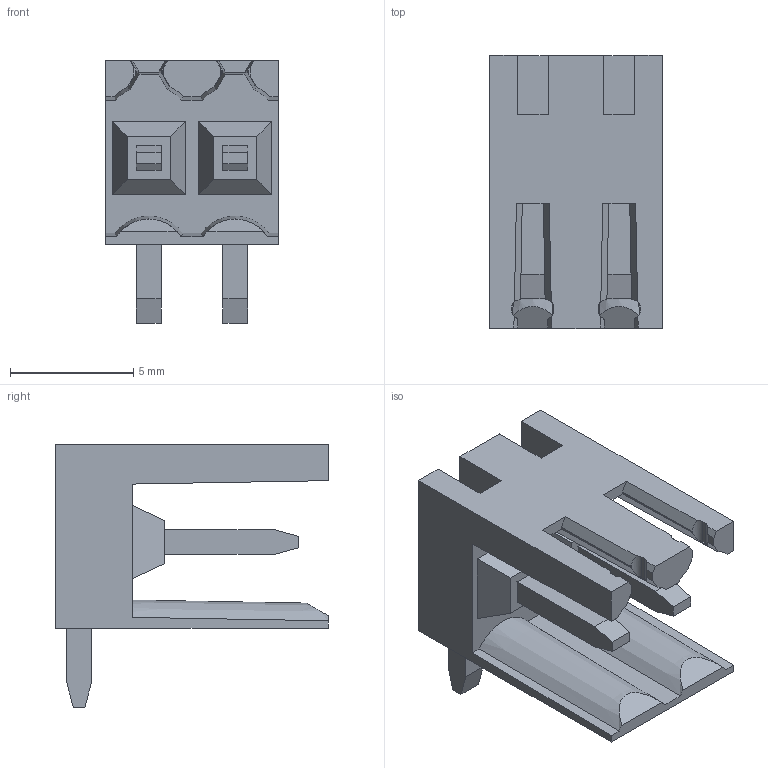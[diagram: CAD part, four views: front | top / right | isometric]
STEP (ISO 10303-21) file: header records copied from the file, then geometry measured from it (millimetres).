
FILE_DESCRIPTION(('CATIA V5 STEP Exchange','CAx-IF Rec.Pracs.--- Model Styling and Organization---1.2---2011-12-15'),'2;1');
FILE_NAME ('D1453045_0_1597210000_1597210000.stp','2018-10-10T06:02:08+00:00',('none'),('Weidmueller'),'CATIA Version 5-6 Release 2014','CATIA V5 STEP AP214','none');
FILE_SCHEMA(('AUTOMOTIVE_DESIGN { 1 0 10303 214 1 1 1 1 }'));
Length unit declared in the file: millimetre
Products named in the file (1): 1597210000
Bounding box: 7 x 11.05 x 10.65 mm (x, y, z)
Volume: 252.9 mm3; surface area: 669.8 mm2
Topology: 3 solids, 3 shells, 132 faces, 382 edges, 256 vertices
Faces by surface type: plane 110, cylinder 16, cone 6
Entity records: 4152 total; most frequent: CARTESIAN_POINT 920, ORIENTED_EDGE 764, DIRECTION 501, EDGE_CURVE 382, VECTOR 273, LINE 273, VERTEX_POINT 256, EDGE_LOOP 136
